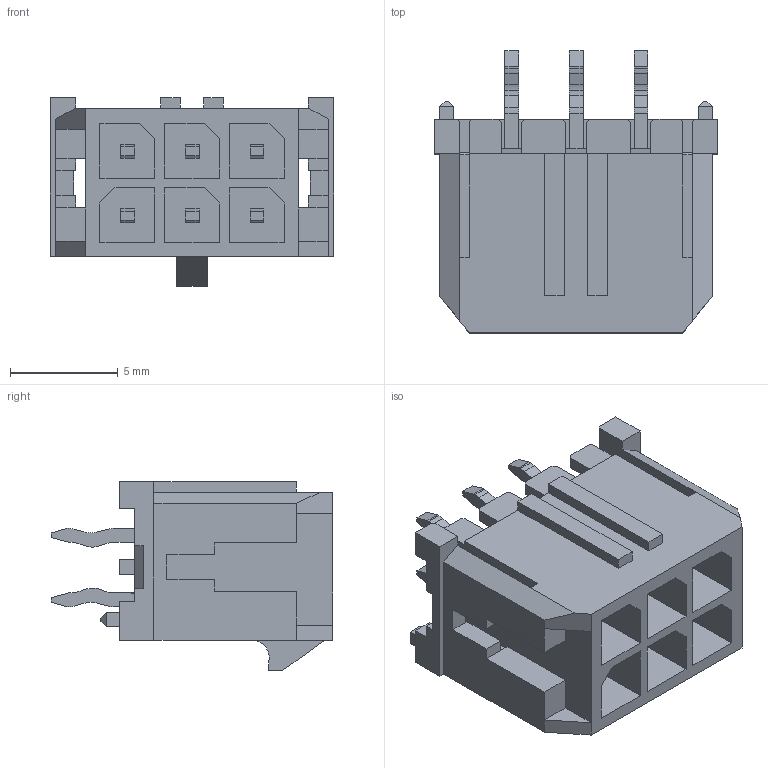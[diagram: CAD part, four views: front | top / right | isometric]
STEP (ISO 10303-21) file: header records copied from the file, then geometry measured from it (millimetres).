
FILE_DESCRIPTION( ('This file contains a STEP AP42 implementation' ,'as created by ZW3D STEP Interface translator.') ,'2;1' );
FILE_NAME( 'WF3001-2WSXXB01.stp' ,'231016.144423', (''), ('ZWCAD Software Co.'), 'Version 1.0', 'ZW3D to STEP translator', '' );
FILE_SCHEMA(('AUTOMOTIVE_DESIGN { 1 0 10303 214 1 1 1 1 }'));
Length unit declared in the file: millimetre
Products named in the file (2): 0; WF3001-2WSXXB01
Bounding box: 13.15 x 13.09 x 8.77 mm (x, y, z)
Volume: 488.1 mm3; surface area: 1314.2 mm2
Topology: 1 solids, 1 shells, 507 faces, 1422 edges, 929 vertices
Faces by surface type: plane 461, cylinder 46
Entity records: 16537 total; most frequent: CARTESIAN_POINT 2859, ORIENTED_EDGE 2844, DIRECTION 2530, EDGE_CURVE 1422, VECTOR 1330, LINE 1330, VERTEX_POINT 929, AXIS2_PLACEMENT_3D 600
